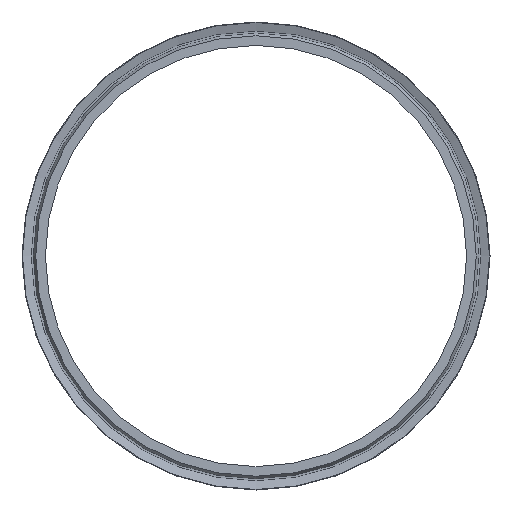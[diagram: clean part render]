
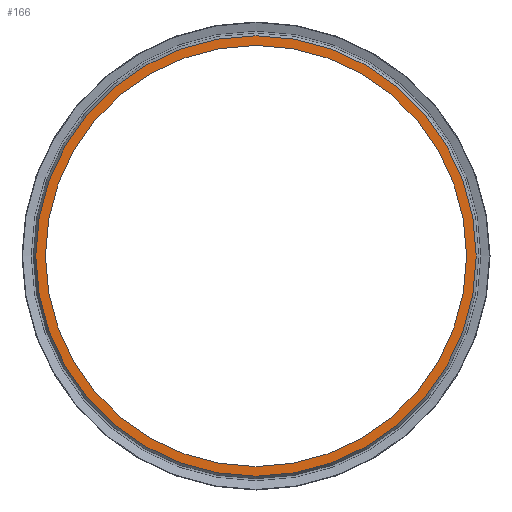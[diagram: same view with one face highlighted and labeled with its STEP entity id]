
A CAD part, left-side view. The second image highlights one B-rep face of the part: STEP entity #166.
In plain terms, the highlighted planar face has unit normal (-1, 0, 0).
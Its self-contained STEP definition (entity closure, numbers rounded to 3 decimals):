
#24 = VERTEX_POINT ( 'NONE', #238 ) ;
#31 = CARTESIAN_POINT ( 'NONE',  ( -1.6, 55.132, 0. ) ) ;
#52 = DIRECTION ( 'NONE',  ( 1., 0., 0. ) ) ;
#58 = VERTEX_POINT ( 'NONE', #71 ) ;
#64 = CIRCLE ( 'NONE', #174, 53.9 ) ;
#70 = ORIENTED_EDGE ( 'NONE', *, *, #95, .T. ) ;
#71 = CARTESIAN_POINT ( 'NONE',  ( -1.6, 0., -56.365 ) ) ;
#95 = EDGE_CURVE ( 'NONE', #58, #58, #237, .T. ) ;
#98 = AXIS2_PLACEMENT_3D ( 'NONE', #31, #134, #284 ) ;
#107 = PLANE ( 'NONE',  #98 ) ;
#114 = CARTESIAN_POINT ( 'NONE',  ( -1.6, 0., 0. ) ) ;
#134 = DIRECTION ( 'NONE',  ( -1., 0., 0. ) ) ;
#151 = EDGE_LOOP ( 'NONE', ( #70 ) ) ;
#157 = ORIENTED_EDGE ( 'NONE', *, *, #178, .T. ) ;
#158 = FACE_OUTER_BOUND ( 'NONE', #151, .T. ) ;
#166 = ADVANCED_FACE ( 'NONE', ( #221, #158 ), #107, .T. ) ;
#171 = AXIS2_PLACEMENT_3D ( 'NONE', #175, #179, #274 ) ;
#174 = AXIS2_PLACEMENT_3D ( 'NONE', #114, #52, #256 ) ;
#175 = CARTESIAN_POINT ( 'NONE',  ( -1.6, 0., 0. ) ) ;
#178 = EDGE_CURVE ( 'NONE', #24, #24, #64, .T. ) ;
#179 = DIRECTION ( 'NONE',  ( -1., 0., 0. ) ) ;
#181 = EDGE_LOOP ( 'NONE', ( #157 ) ) ;
#221 = FACE_BOUND ( 'NONE', #181, .T. ) ;
#237 = CIRCLE ( 'NONE', #171, 56.365 ) ;
#238 = CARTESIAN_POINT ( 'NONE',  ( -1.6, 0., -53.9 ) ) ;
#256 = DIRECTION ( 'NONE',  ( 0., 0., -1. ) ) ;
#274 = DIRECTION ( 'NONE',  ( 0., 0., -1. ) ) ;
#284 = DIRECTION ( 'NONE',  ( 0., 0., 1. ) ) ;
